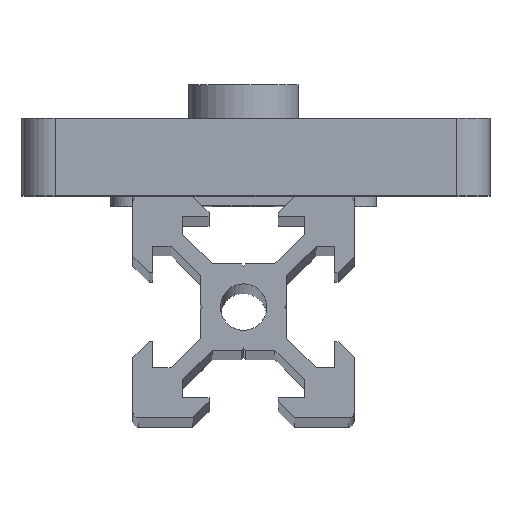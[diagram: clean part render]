
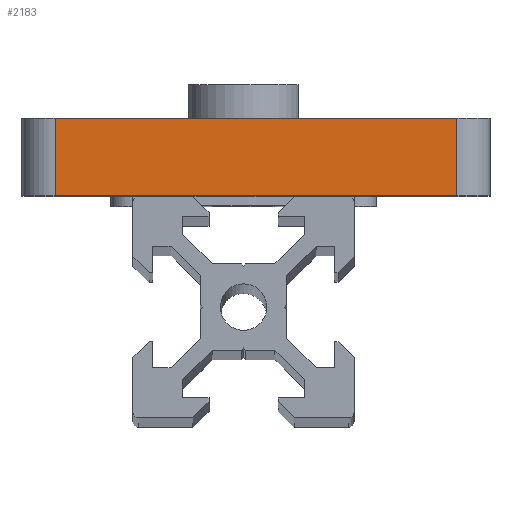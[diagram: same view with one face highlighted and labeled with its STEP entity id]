
A CAD part, top view. The second image highlights one B-rep face of the part: STEP entity #2183.
In plain terms, the highlighted planar face has unit normal (0, 0, 1).
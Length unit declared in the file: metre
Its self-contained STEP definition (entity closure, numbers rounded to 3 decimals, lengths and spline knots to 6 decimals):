
#272=ORIENTED_EDGE('',*,*,#812,.T.);
#273=ORIENTED_EDGE('',*,*,#826,.T.);
#274=ORIENTED_EDGE('',*,*,#792,.F.);
#275=ORIENTED_EDGE('',*,*,#827,.T.);
#792=EDGE_CURVE('',#1090,#1091,#1294,.T.);
#812=EDGE_CURVE('',#1108,#1107,#1300,.T.);
#826=EDGE_CURVE('',#1107,#1091,#1308,.F.);
#827=EDGE_CURVE('',#1090,#1108,#1309,.T.);
#1090=VERTEX_POINT('',#3229);
#1091=VERTEX_POINT('',#3230);
#1107=VERTEX_POINT('',#3266);
#1108=VERTEX_POINT('',#3268);
#1294=LINE('',#3228,#1550);
#1300=LINE('',#3267,#1556);
#1308=LINE('',#3294,#1564);
#1309=LINE('',#3295,#1565);
#1550=VECTOR('',#2623,1.);
#1556=VECTOR('',#2659,1.);
#1564=VECTOR('',#2693,1.);
#1565=VECTOR('',#2694,1.);
#1824=EDGE_LOOP('',(#272,#273,#274,#275));
#1974=FACE_BOUND('',#1824,.T.);
#2083=PLANE('',#2381);
#2183=ADVANCED_FACE('',(#1974),#2083,.F.);
#2381=AXIS2_PLACEMENT_3D('',#3293,#2691,#2692);
#2623=DIRECTION('',(1.,0.,0.));
#2659=DIRECTION('',(1.,0.,0.));
#2691=DIRECTION('',(0.,0.,-1.));
#2692=DIRECTION('',(0.,1.,0.));
#2693=DIRECTION('',(0.,-1.,0.));
#2694=DIRECTION('',(0.,-1.,0.));
#3228=CARTESIAN_POINT('',(0.001124,0.017,0.383339));
#3229=CARTESIAN_POINT('',(-0.017036,0.017,0.383339));
#3230=CARTESIAN_POINT('',(0.019284,0.017,0.383339));
#3266=CARTESIAN_POINT('',(0.019284,0.01,0.383339));
#3267=CARTESIAN_POINT('',(0.001124,0.01,0.383339));
#3268=CARTESIAN_POINT('',(-0.017036,0.01,0.383339));
#3293=CARTESIAN_POINT('',(0.001124,0.017002,0.383339));
#3294=CARTESIAN_POINT('',(0.019284,0.017002,0.383339));
#3295=CARTESIAN_POINT('',(-0.017036,0.01,0.383339));
